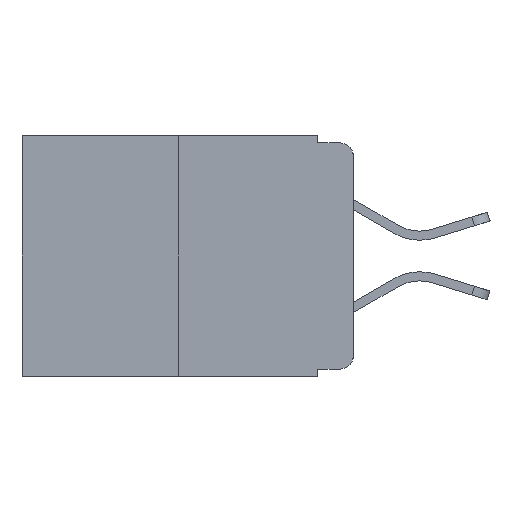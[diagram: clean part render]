
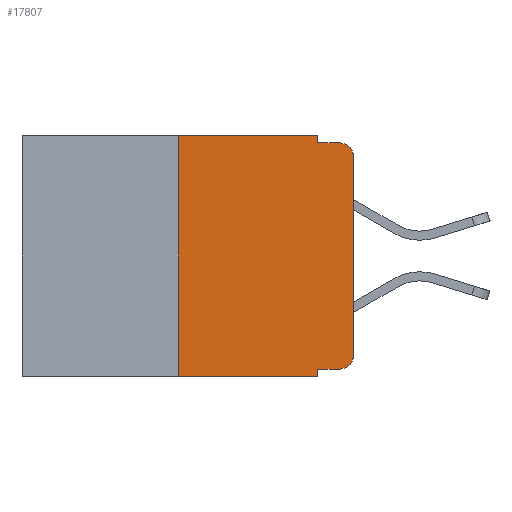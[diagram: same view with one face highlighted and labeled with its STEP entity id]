
A CAD part, left-side view. The second image highlights one B-rep face of the part: STEP entity #17807.
In plain terms, the highlighted planar face has unit normal (-1, 0, 0).
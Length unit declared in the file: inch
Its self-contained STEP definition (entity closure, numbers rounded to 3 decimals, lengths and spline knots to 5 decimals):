
#43 = CARTESIAN_POINT ( 'NONE',  ( 0., 0.051, 0. ) ) ;
#85 = EDGE_CURVE ( 'NONE', #4630, #5073, #9010, .T. ) ;
#95 = ORIENTED_EDGE ( 'NONE', *, *, #17028, .F. ) ;
#117 = DIRECTION ( 'NONE',  ( 0., 0., 1. ) ) ;
#496 = VERTEX_POINT ( 'NONE', #14864 ) ;
#585 = CARTESIAN_POINT ( 'NONE',  ( 0., 0.02, -0.333 ) ) ;
#1192 = EDGE_CURVE ( 'NONE', #2850, #5073, #18140, .T. ) ;
#1672 = DIRECTION ( 'NONE',  ( 0., 0., -1. ) ) ;
#1878 = VECTOR ( 'NONE', #11334, 39.37008 ) ;
#2007 = LINE ( 'NONE', #4098, #13170 ) ;
#2260 = EDGE_CURVE ( 'NONE', #3176, #2850, #2007, .T. ) ;
#2372 = DIRECTION ( 'NONE',  ( -1., 0., 0. ) ) ;
#2433 = CARTESIAN_POINT ( 'NONE',  ( 0., 0.25, 0. ) ) ;
#2727 = CARTESIAN_POINT ( 'NONE',  ( 0., 0.25, -0.343 ) ) ;
#2850 = VERTEX_POINT ( 'NONE', #4554 ) ;
#2854 = DIRECTION ( 'NONE',  ( 0., -1., 0. ) ) ;
#3176 = VERTEX_POINT ( 'NONE', #5108 ) ;
#3258 = LINE ( 'NONE', #11655, #17908 ) ;
#3608 = VERTEX_POINT ( 'NONE', #16280 ) ;
#3746 = CARTESIAN_POINT ( 'NONE',  ( 0., 0.473, 0. ) ) ;
#3878 = VERTEX_POINT ( 'NONE', #12582 ) ;
#4098 = CARTESIAN_POINT ( 'NONE',  ( 0., 0., 0. ) ) ;
#4283 = DIRECTION ( 'NONE',  ( 0., 0., -1. ) ) ;
#4287 = DIRECTION ( 'NONE',  ( -1., 0., 0. ) ) ;
#4319 = CARTESIAN_POINT ( 'NONE',  ( 0., 0.02, -0.03 ) ) ;
#4386 = LINE ( 'NONE', #2433, #10787 ) ;
#4554 = CARTESIAN_POINT ( 'NONE',  ( 0., 0., -0.03 ) ) ;
#4630 = VERTEX_POINT ( 'NONE', #16442 ) ;
#4826 = VERTEX_POINT ( 'NONE', #585 ) ;
#5073 = VERTEX_POINT ( 'NONE', #10255 ) ;
#5108 = CARTESIAN_POINT ( 'NONE',  ( 0., 0., -0.313 ) ) ;
#5383 = VECTOR ( 'NONE', #1672, 39.37008 ) ;
#5392 = AXIS2_PLACEMENT_3D ( 'NONE', #4319, #4287, #4283 ) ;
#5463 = DIRECTION ( 'NONE',  ( 0., -1., 0. ) ) ;
#5575 = AXIS2_PLACEMENT_3D ( 'NONE', #3746, #16511, #8319 ) ;
#5656 = EDGE_CURVE ( 'NONE', #16448, #3608, #3258, .T. ) ;
#5658 = CARTESIAN_POINT ( 'NONE',  ( 0., 0.25, 0. ) ) ;
#6331 = EDGE_LOOP ( 'NONE', ( #14800, #14551, #10209, #11479, #10226, #95, #7209, #14526, #15913, #15709 ) ) ;
#6376 = VECTOR ( 'NONE', #12561, 39.37008 ) ;
#6869 = LINE ( 'NONE', #11206, #6376 ) ;
#7209 = ORIENTED_EDGE ( 'NONE', *, *, #5656, .T. ) ;
#7908 = FACE_OUTER_BOUND ( 'NONE', #6331, .T. ) ;
#8319 = DIRECTION ( 'NONE',  ( 0., 0., -1. ) ) ;
#8479 = CARTESIAN_POINT ( 'NONE',  ( 0., 0.051, -0.01 ) ) ;
#9010 = LINE ( 'NONE', #8479, #12210 ) ;
#10209 = ORIENTED_EDGE ( 'NONE', *, *, #85, .F. ) ;
#10226 = ORIENTED_EDGE ( 'NONE', *, *, #18549, .F. ) ;
#10255 = CARTESIAN_POINT ( 'NONE',  ( 0., 0.02, -0.01 ) ) ;
#10787 = VECTOR ( 'NONE', #11398, 39.37008 ) ;
#10994 = VECTOR ( 'NONE', #5463, 39.37008 ) ;
#11206 = CARTESIAN_POINT ( 'NONE',  ( 0., 0.051, -0.333 ) ) ;
#11234 = CARTESIAN_POINT ( 'NONE',  ( 0., 0.02, -0.313 ) ) ;
#11334 = DIRECTION ( 'NONE',  ( 0., 0., -1. ) ) ;
#11398 = DIRECTION ( 'NONE',  ( 0., 0., 1. ) ) ;
#11479 = ORIENTED_EDGE ( 'NONE', *, *, #17920, .F. ) ;
#11655 = CARTESIAN_POINT ( 'NONE',  ( 0., 0.473, -0.343 ) ) ;
#12210 = VECTOR ( 'NONE', #13500, 39.37008 ) ;
#12561 = DIRECTION ( 'NONE',  ( 0., -1., 0. ) ) ;
#12582 = CARTESIAN_POINT ( 'NONE',  ( 0., 0.051, -0.333 ) ) ;
#12587 = DIRECTION ( 'NONE',  ( 0., 0., -1. ) ) ;
#12607 = CARTESIAN_POINT ( 'NONE',  ( 0., 0.473, 0. ) ) ;
#12801 = VERTEX_POINT ( 'NONE', #5658 ) ;
#12920 = LINE ( 'NONE', #43, #5383 ) ;
#13052 = LINE ( 'NONE', #18179, #1878 ) ;
#13170 = VECTOR ( 'NONE', #117, 39.37008 ) ;
#13318 = EDGE_CURVE ( 'NONE', #4826, #3176, #16206, .T. ) ;
#13500 = DIRECTION ( 'NONE',  ( 0., -1., 0. ) ) ;
#14526 = ORIENTED_EDGE ( 'NONE', *, *, #16078, .F. ) ;
#14551 = ORIENTED_EDGE ( 'NONE', *, *, #1192, .T. ) ;
#14800 = ORIENTED_EDGE ( 'NONE', *, *, #2260, .T. ) ;
#14864 = CARTESIAN_POINT ( 'NONE',  ( 0., 0.051, 0. ) ) ;
#15146 = EDGE_CURVE ( 'NONE', #3878, #4826, #6869, .T. ) ;
#15709 = ORIENTED_EDGE ( 'NONE', *, *, #13318, .T. ) ;
#15913 = ORIENTED_EDGE ( 'NONE', *, *, #15146, .T. ) ;
#16078 = EDGE_CURVE ( 'NONE', #3878, #3608, #12920, .T. ) ;
#16206 = CIRCLE ( 'NONE', #17694, 0.02 ) ;
#16280 = CARTESIAN_POINT ( 'NONE',  ( 0., 0.051, -0.343 ) ) ;
#16442 = CARTESIAN_POINT ( 'NONE',  ( 0., 0.051, -0.01 ) ) ;
#16448 = VERTEX_POINT ( 'NONE', #2727 ) ;
#16511 = DIRECTION ( 'NONE',  ( 1., 0., 0. ) ) ;
#17028 = EDGE_CURVE ( 'NONE', #16448, #12801, #4386, .T. ) ;
#17694 = AXIS2_PLACEMENT_3D ( 'NONE', #11234, #2372, #12587 ) ;
#17807 = ADVANCED_FACE ( 'NONE', ( #7908 ), #17831, .F. ) ;
#17831 = PLANE ( 'NONE',  #5575 ) ;
#17908 = VECTOR ( 'NONE', #2854, 39.37008 ) ;
#17920 = EDGE_CURVE ( 'NONE', #496, #4630, #13052, .T. ) ;
#18140 = CIRCLE ( 'NONE', #5392, 0.02 ) ;
#18179 = CARTESIAN_POINT ( 'NONE',  ( 0., 0.051, 0. ) ) ;
#18240 = LINE ( 'NONE', #12607, #10994 ) ;
#18549 = EDGE_CURVE ( 'NONE', #12801, #496, #18240, .T. ) ;
